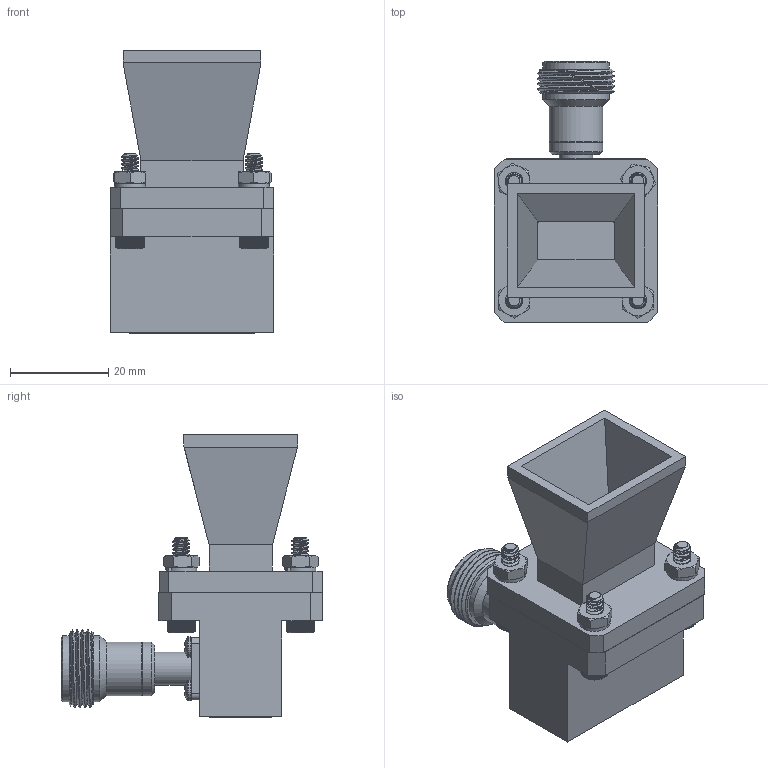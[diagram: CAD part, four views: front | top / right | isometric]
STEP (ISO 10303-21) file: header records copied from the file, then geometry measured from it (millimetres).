
FILE_DESCRIPTION (( 'STEP AP214' ), '1' );
FILE_NAME ('PEWAN062-10NF_3D.STEP', '2021-10-18T15:46:26', ( '' ), ( '' ), 'SwSTEP 2.0', 'SolidWorks 2021', '' );
FILE_SCHEMA (( 'AUTOMOTIVE_DESIGN' ));
Length unit declared in the file: inch
Products named in the file (6): 6-LW; PEWAN062-10; PEWAN062-10NF_3D; 6-32SH-HXx.625_92196A150; PE9875; 6-32HN-NARROW_90730A007
Assembly tree (14 placements, depth 2):
  PEWAN062-10NF_3D
    6-32HN-NARROW_90730A007  x4
    6-32SH-HXx.625_92196A150  x4
    6-LW  x4
    PE9875
    PEWAN062-10
Bounding box: 33.38 x 53.26 x 57.65 mm (x, y, z)
Volume: 26967.4 mm3; surface area: 17539.6 mm2
Topology: 14 solids, 14 shells, 1665 faces, 4095 edges, 2534 vertices
Faces by surface type: plane 991, cone 355, bspline 205, cylinder 102, torus 8, sphere 4
Full cylindrical faces by diameter (mm): 1.524 x1, 3.048 x1, 3.658 x4, 3.7 x4, 4.172 x4, 6.807 x1, 10.414 x2, 10.922 x2, 13.462 x2
Entity records: 42764 total; most frequent: CARTESIAN_POINT 21045, ORIENTED_EDGE 4910, DIRECTION 3507, EDGE_CURVE 2455, VERTEX_POINT 1608, LINE 1359, VECTOR 1359, EDGE_LOOP 1089
